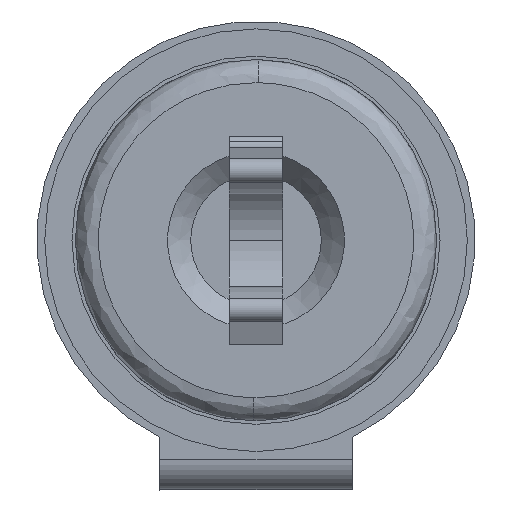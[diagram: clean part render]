
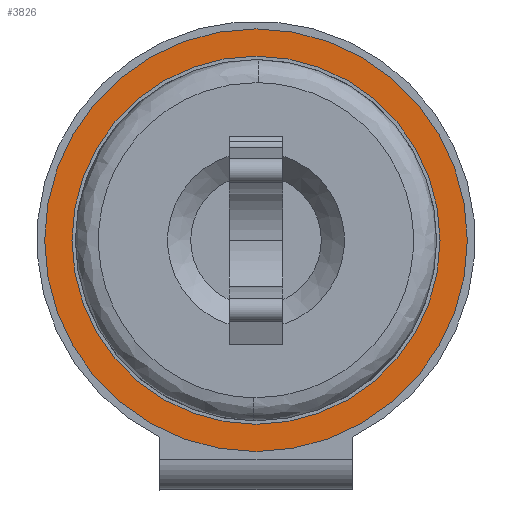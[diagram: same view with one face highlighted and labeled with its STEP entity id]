
A CAD part, front view. The second image highlights one B-rep face of the part: STEP entity #3826.
In plain terms, the highlighted planar face has unit normal (0, -1, 0).
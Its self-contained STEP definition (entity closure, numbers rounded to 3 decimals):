
#68 = EDGE_CURVE ( 'NONE', #2432, #3047, #1384, .T. ) ;
#418 = CARTESIAN_POINT ( 'NONE',  ( 2.75, 12.21, -2.75 ) ) ;
#422 = AXIS2_PLACEMENT_3D ( 'NONE', #1039, #4256, #605 ) ;
#526 = VERTEX_POINT ( 'NONE', #971 ) ;
#605 = DIRECTION ( 'NONE',  ( 0., 0., 1. ) ) ;
#971 = CARTESIAN_POINT ( 'NONE',  ( 2.75, 12.21, 0. ) ) ;
#1039 = CARTESIAN_POINT ( 'NONE',  ( 2.75, 12.21, -2.75 ) ) ;
#1230 = DIRECTION ( 'NONE',  ( 0., 0., 1. ) ) ;
#1384 = CIRCLE ( 'NONE', #422, 2.395 ) ;
#1404 = EDGE_CURVE ( 'NONE', #4973, #526, #3695, .T. ) ;
#1508 = ORIENTED_EDGE ( 'NONE', *, *, #5204, .T. ) ;
#1582 = ORIENTED_EDGE ( 'NONE', *, *, #1703, .T. ) ;
#1618 = CARTESIAN_POINT ( 'NONE',  ( 2.75, 12.21, -5.145 ) ) ;
#1703 = EDGE_CURVE ( 'NONE', #3047, #2432, #4389, .T. ) ;
#1737 = DIRECTION ( 'NONE',  ( 0., -1., 0. ) ) ;
#1768 = FACE_BOUND ( 'NONE', #3617, .T. ) ;
#1780 = ORIENTED_EDGE ( 'NONE', *, *, #68, .T. ) ;
#2051 = AXIS2_PLACEMENT_3D ( 'NONE', #418, #3326, #3729 ) ;
#2346 = AXIS2_PLACEMENT_3D ( 'NONE', #3280, #3668, #1230 ) ;
#2432 = VERTEX_POINT ( 'NONE', #3959 ) ;
#2571 = DIRECTION ( 'NONE',  ( 0., 0., -1. ) ) ;
#2577 = ORIENTED_EDGE ( 'NONE', *, *, #1404, .T. ) ;
#2907 = AXIS2_PLACEMENT_3D ( 'NONE', #3424, #4234, #2571 ) ;
#3028 = DIRECTION ( 'NONE',  ( 0., 0., 1. ) ) ;
#3047 = VERTEX_POINT ( 'NONE', #1618 ) ;
#3280 = CARTESIAN_POINT ( 'NONE',  ( 2.75, 12.21, -2.75 ) ) ;
#3326 = DIRECTION ( 'NONE',  ( 0., -1., 0. ) ) ;
#3424 = CARTESIAN_POINT ( 'NONE',  ( 5.61, 12.21, 0.11 ) ) ;
#3617 = EDGE_LOOP ( 'NONE', ( #1780, #1582 ) ) ;
#3645 = CARTESIAN_POINT ( 'NONE',  ( 2.75, 12.21, -5.5 ) ) ;
#3668 = DIRECTION ( 'NONE',  ( 0., 1., 0. ) ) ;
#3695 = CIRCLE ( 'NONE', #2051, 2.75 ) ;
#3729 = DIRECTION ( 'NONE',  ( 0., 0., 1. ) ) ;
#3826 = ADVANCED_FACE ( 'NONE', ( #1768, #4793 ), #3856, .F. ) ;
#3856 = PLANE ( 'NONE',  #2907 ) ;
#3959 = CARTESIAN_POINT ( 'NONE',  ( 2.75, 12.21, -0.355 ) ) ;
#4069 = CIRCLE ( 'NONE', #4204, 2.75 ) ;
#4204 = AXIS2_PLACEMENT_3D ( 'NONE', #5060, #1737, #3028 ) ;
#4234 = DIRECTION ( 'NONE',  ( 0., 1., 0. ) ) ;
#4256 = DIRECTION ( 'NONE',  ( 0., 1., 0. ) ) ;
#4308 = EDGE_LOOP ( 'NONE', ( #1508, #2577 ) ) ;
#4389 = CIRCLE ( 'NONE', #2346, 2.395 ) ;
#4793 = FACE_OUTER_BOUND ( 'NONE', #4308, .T. ) ;
#4973 = VERTEX_POINT ( 'NONE', #3645 ) ;
#5060 = CARTESIAN_POINT ( 'NONE',  ( 2.75, 12.21, -2.75 ) ) ;
#5204 = EDGE_CURVE ( 'NONE', #526, #4973, #4069, .T. ) ;
